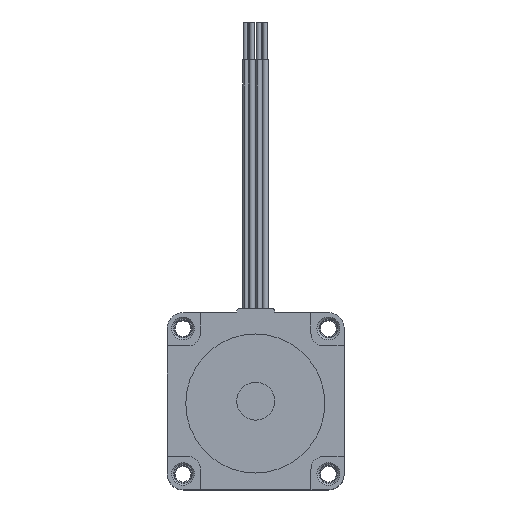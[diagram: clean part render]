
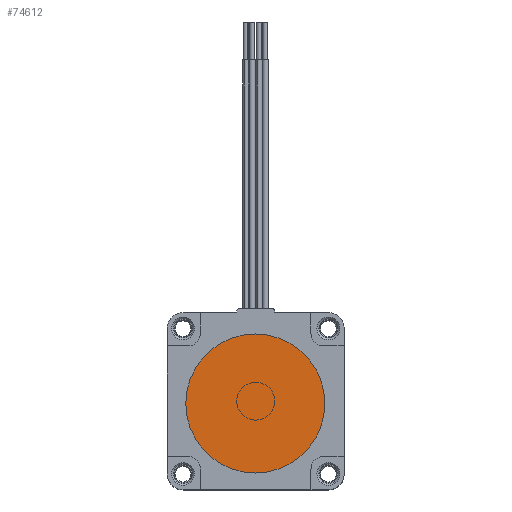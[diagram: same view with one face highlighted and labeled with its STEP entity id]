
A CAD part, top view. The second image highlights one B-rep face of the part: STEP entity #74612.
In plain terms, the highlighted planar face has unit normal (0, 0, 1).
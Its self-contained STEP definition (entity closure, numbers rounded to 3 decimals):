
#72 = CARTESIAN_POINT ( 'NONE',  ( 0., 0., 0.05 ) ) ;
#2484 = AXIS2_PLACEMENT_3D ( 'NONE', #41896, #57164, #41413 ) ;
#3561 = VERTEX_POINT ( 'NONE', #60316 ) ;
#12942 = AXIS2_PLACEMENT_3D ( 'NONE', #29489, #23536, #75686 ) ;
#18357 = ORIENTED_EDGE ( 'NONE', *, *, #43134, .T. ) ;
#23536 = DIRECTION ( 'NONE',  ( 0., 0., 1. ) ) ;
#26011 = CIRCLE ( 'NONE', #2484, 11. ) ;
#29489 = CARTESIAN_POINT ( 'NONE',  ( 0., 0., 0.05 ) ) ;
#30084 = DIRECTION ( 'NONE',  ( 0., 0., 1. ) ) ;
#41413 = DIRECTION ( 'NONE',  ( -1., 0., 0. ) ) ;
#41896 = CARTESIAN_POINT ( 'NONE',  ( 0., 0., 0.05 ) ) ;
#43134 = EDGE_CURVE ( 'NONE', #3561, #59952, #96138, .T. ) ;
#43868 = PLANE ( 'NONE',  #76538 ) ;
#57164 = DIRECTION ( 'NONE',  ( 0., 0., 1. ) ) ;
#58077 = CARTESIAN_POINT ( 'NONE',  ( 11., 0., 0.05 ) ) ;
#58672 = DIRECTION ( 'NONE',  ( 1., 0., 0. ) ) ;
#59952 = VERTEX_POINT ( 'NONE', #58077 ) ;
#60316 = CARTESIAN_POINT ( 'NONE',  ( -11., 0., 0.05 ) ) ;
#67484 = FACE_OUTER_BOUND ( 'NONE', #97060, .T. ) ;
#68948 = ORIENTED_EDGE ( 'NONE', *, *, #92542, .T. ) ;
#74612 = ADVANCED_FACE ( 'NONE', ( #67484 ), #43868, .T. ) ;
#75686 = DIRECTION ( 'NONE',  ( -1., 0., 0. ) ) ;
#76538 = AXIS2_PLACEMENT_3D ( 'NONE', #72, #30084, #58672 ) ;
#92542 = EDGE_CURVE ( 'NONE', #59952, #3561, #26011, .T. ) ;
#96138 = CIRCLE ( 'NONE', #12942, 11. ) ;
#97060 = EDGE_LOOP ( 'NONE', ( #18357, #68948 ) ) ;
